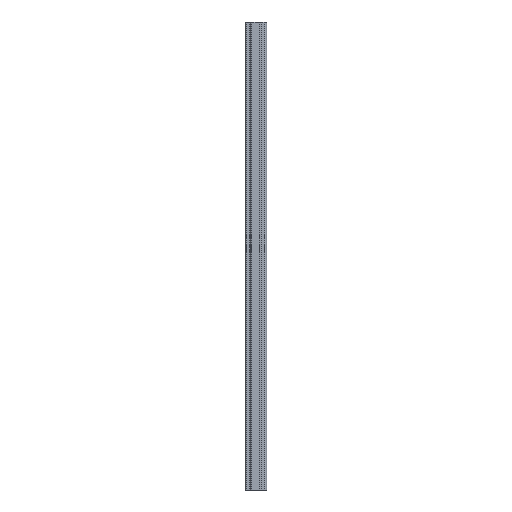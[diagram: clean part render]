
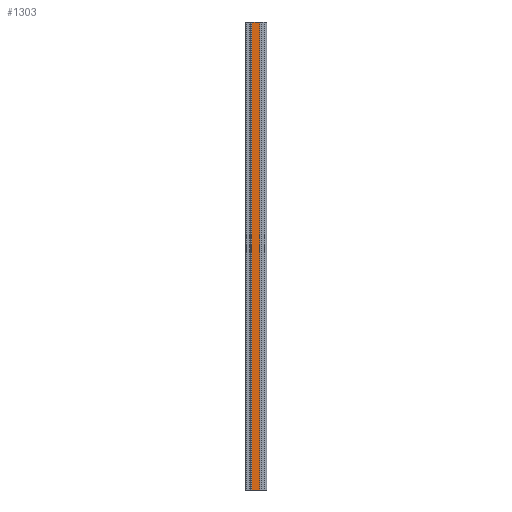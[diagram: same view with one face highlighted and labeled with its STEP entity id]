
A CAD part, left-side view. The second image highlights one B-rep face of the part: STEP entity #1303.
In plain terms, the highlighted planar face has unit normal (-1, 0, 0).
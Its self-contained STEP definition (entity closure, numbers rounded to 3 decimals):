
#43=FACE_OUTER_BOUND('',#111,.T.);
#111=EDGE_LOOP('',(#941,#942,#943,#944));
#220=LINE('',#1893,#374);
#268=LINE('',#2032,#422);
#269=LINE('',#2035,#423);
#270=LINE('',#2036,#424);
#374=VECTOR('',#1510,10.);
#422=VECTOR('',#1612,10.);
#423=VECTOR('',#1615,10.);
#424=VECTOR('',#1616,10.);
#531=VERTEX_POINT('',#1890);
#532=VERTEX_POINT('',#1892);
#596=VERTEX_POINT('',#2030);
#597=VERTEX_POINT('',#2034);
#663=EDGE_CURVE('',#531,#532,#220,.T.);
#733=EDGE_CURVE('',#531,#596,#268,.T.);
#734=EDGE_CURVE('',#597,#596,#269,.T.);
#735=EDGE_CURVE('',#532,#597,#270,.T.);
#941=ORIENTED_EDGE('',*,*,#733,.T.);
#942=ORIENTED_EDGE('',*,*,#734,.F.);
#943=ORIENTED_EDGE('',*,*,#735,.F.);
#944=ORIENTED_EDGE('',*,*,#663,.F.);
#1254=PLANE('',#1416);
#1303=ADVANCED_FACE('',(#43),#1254,.T.);
#1416=AXIS2_PLACEMENT_3D('',#2033,#1613,#1614);
#1510=DIRECTION('',(0.,1.,0.));
#1612=DIRECTION('',(0.,0.,1.));
#1613=DIRECTION('center_axis',(-1.,0.,0.));
#1614=DIRECTION('ref_axis',(0.,-1.,0.));
#1615=DIRECTION('',(0.,-1.,0.));
#1616=DIRECTION('',(0.,0.,1.));
#1890=CARTESIAN_POINT('',(-3.5,3.002,-100.));
#1892=CARTESIAN_POINT('',(-3.5,6.391,-100.));
#1893=CARTESIAN_POINT('',(-3.5,6.391,-100.));
#2030=CARTESIAN_POINT('',(-3.5,3.002,100.));
#2032=CARTESIAN_POINT('',(-3.5,3.002,0.));
#2033=CARTESIAN_POINT('Origin',(-3.5,6.391,0.));
#2034=CARTESIAN_POINT('',(-3.5,6.391,100.));
#2035=CARTESIAN_POINT('',(-3.5,6.391,100.));
#2036=CARTESIAN_POINT('',(-3.5,6.391,0.));
